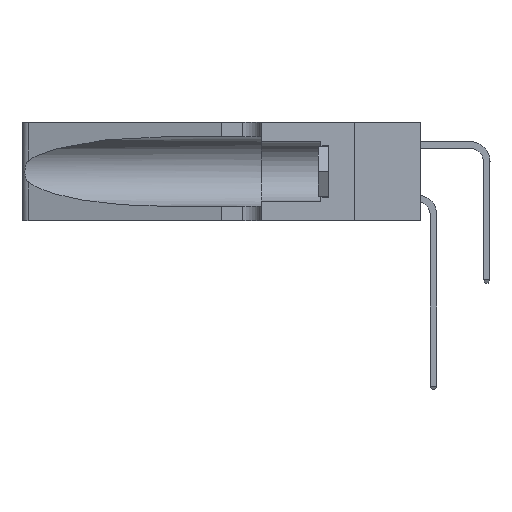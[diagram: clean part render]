
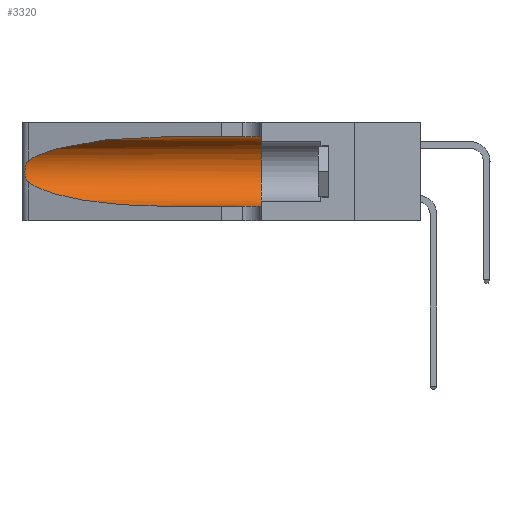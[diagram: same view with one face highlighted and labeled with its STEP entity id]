
A CAD part, left-side view. The second image highlights one B-rep face of the part: STEP entity #3320.
In plain terms, the highlighted cylindrical face has radius 3.308 mm (diameter 6.617 mm), a partial arc.
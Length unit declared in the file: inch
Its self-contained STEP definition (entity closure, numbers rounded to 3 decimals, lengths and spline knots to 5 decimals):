
#446 = DIRECTION ( 'NONE',  ( 0., -1., 0. ) ) ;
#1021 = ORIENTED_EDGE ( 'NONE', *, *, #24712, .T. ) ;
#1115 =( BOUNDED_CURVE ( )  B_SPLINE_CURVE ( 3, ( #9912, #23801, #5233, #21589 ),
 .UNSPECIFIED., .F., .T. ) 
 B_SPLINE_CURVE_WITH_KNOTS ( ( 4, 4 ),
 ( 3.44316, 4.71239 ),
 .UNSPECIFIED. ) 
 CURVE ( )  GEOMETRIC_REPRESENTATION_ITEM ( )  RATIONAL_B_SPLINE_CURVE ( ( 1., 0.87, 0.87, 1. ) ) 
 REPRESENTATION_ITEM ( '' )  );
#1417 = CARTESIAN_POINT ( 'NONE',  ( 0.1305, 1.61858, 0.31525 ) ) ;
#1424 = AXIS2_PLACEMENT_3D ( 'NONE', #27968, #4725, #21090 ) ;
#1629 = CARTESIAN_POINT ( 'NONE',  ( 0.25639, 1.23186, 0.15144 ) ) ;
#1765 = VERTEX_POINT ( 'NONE', #8695 ) ;
#1983 = CARTESIAN_POINT ( 'NONE',  ( 0.25487, 1.22718, 0.22369 ) ) ;
#2148 = LINE ( 'NONE', #14567, #2905 ) ;
#2660 = VECTOR ( 'NONE', #15513, 39.37008 ) ;
#2905 = VECTOR ( 'NONE', #446, 39.37008 ) ;
#3320 = ADVANCED_FACE ( 'NONE', ( #9932 ), #26986, .F. ) ;
#3562 = DIRECTION ( 'NONE',  ( 0., 1., 0. ) ) ;
#4045 = CARTESIAN_POINT ( 'NONE',  ( 0.25487, 1.22718, 0.14631 ) ) ;
#4725 = DIRECTION ( 'NONE',  ( 0., -1., 0. ) ) ;
#5233 = CARTESIAN_POINT ( 'NONE',  ( 0.18966, 0.96281, 0.05475 ) ) ;
#6326 = ORIENTED_EDGE ( 'NONE', *, *, #16088, .T. ) ;
#6327 = CARTESIAN_POINT ( 'NONE',  ( 0.25639, 1.23184, 0.21858 ) ) ;
#6348 = ORIENTED_EDGE ( 'NONE', *, *, #27237, .T. ) ;
#8695 = CARTESIAN_POINT ( 'NONE',  ( 0.1305, 0.72297, 0.05475 ) ) ;
#8702 = CARTESIAN_POINT ( 'NONE',  ( 0.25854, 1.2359, 0.20912 ) ) ;
#9912 = CARTESIAN_POINT ( 'NONE',  ( 0.25487, 1.22718, 0.14631 ) ) ;
#9932 = FACE_OUTER_BOUND ( 'NONE', #26934, .T. ) ;
#9942 = CARTESIAN_POINT ( 'NONE',  ( 0.25487, 1.22718, 0.14631 ) ) ;
#11087 = CARTESIAN_POINT ( 'NONE',  ( 0.26075, 1.23896, 0.19203 ) ) ;
#11306 = ORIENTED_EDGE ( 'NONE', *, *, #12670, .F. ) ;
#12256 = CARTESIAN_POINT ( 'NONE',  ( 0.1305, 0.72297, 0.31525 ) ) ;
#12670 = EDGE_CURVE ( 'NONE', #19350, #27476, #21379, .T. ) ;
#12873 = CARTESIAN_POINT ( 'NONE',  ( 0.1305, 0.35, 0.05475 ) ) ;
#13179 = CARTESIAN_POINT ( 'NONE',  ( 0.25487, 1.22718, 0.22369 ) ) ;
#13233 = VERTEX_POINT ( 'NONE', #12873 ) ;
#13410 = CARTESIAN_POINT ( 'NONE',  ( 0.26017, 1.23833, 0.17102 ) ) ;
#14567 = CARTESIAN_POINT ( 'NONE',  ( 0.1305, 1.61858, 0.05475 ) ) ;
#15098 = ORIENTED_EDGE ( 'NONE', *, *, #17069, .T. ) ;
#15513 = DIRECTION ( 'NONE',  ( 0., -1., 0. ) ) ;
#15718 = CARTESIAN_POINT ( 'NONE',  ( 0.25789, 1.23486, 0.15765 ) ) ;
#16058 = CARTESIAN_POINT ( 'NONE',  ( 0.2373, 1.15595, 0.28018 ) ) ;
#16088 = EDGE_CURVE ( 'NONE', #20689, #1765, #1115, .T. ) ;
#16312 = EDGE_CURVE ( 'NONE', #27476, #13233, #25839, .T. ) ;
#17069 = EDGE_CURVE ( 'NONE', #28818, #20689, #26066, .T. ) ;
#17602 = CARTESIAN_POINT ( 'NONE',  ( 0.1305, 0.35, 0.185 ) ) ;
#17716 = CARTESIAN_POINT ( 'NONE',  ( 0.1305, 0.35, 0.31525 ) ) ;
#17846 = ORIENTED_EDGE ( 'NONE', *, *, #16312, .F. ) ;
#17974 = CARTESIAN_POINT ( 'NONE',  ( 0.25487, 1.22718, 0.22369 ) ) ;
#18079 = CARTESIAN_POINT ( 'NONE',  ( 0.25555, 1.22993, 0.14849 ) ) ;
#19350 = VERTEX_POINT ( 'NONE', #12256 ) ;
#19964 = DIRECTION ( 'NONE',  ( 0., 0., 1. ) ) ;
#20331 = CARTESIAN_POINT ( 'NONE',  ( 0.25555, 1.22994, 0.2215 ) ) ;
#20689 = VERTEX_POINT ( 'NONE', #9942 ) ;
#21090 = DIRECTION ( 'NONE',  ( 0., 0., -1. ) ) ;
#21379 = LINE ( 'NONE', #1417, #2660 ) ;
#21589 = CARTESIAN_POINT ( 'NONE',  ( 0.1305, 0.72297, 0.05475 ) ) ;
#22656 = CARTESIAN_POINT ( 'NONE',  ( 0.25787, 1.23484, 0.2124 ) ) ;
#23801 = CARTESIAN_POINT ( 'NONE',  ( 0.2373, 1.15595, 0.08982 ) ) ;
#24712 = EDGE_CURVE ( 'NONE', #19350, #28818, #29221, .T. ) ;
#24978 = CARTESIAN_POINT ( 'NONE',  ( 0.26018, 1.23835, 0.19895 ) ) ;
#25723 = AXIS2_PLACEMENT_3D ( 'NONE', #17602, #3562, #19964 ) ;
#25839 = CIRCLE ( 'NONE', #25723, 0.13025 ) ;
#26066 = B_SPLINE_CURVE_WITH_KNOTS ( 'NONE', 3,
 ( #17974, #20331, #6327, #22656, #8702, #24978, #11087, #27299, #13410, #29619, #15718, #1629, #18079, #4045 ),
 .UNSPECIFIED., .F., .F.,
 ( 4, 2, 2, 2, 2, 2, 4 ),
 ( 0., 0.00027, 0.00053, 0.00107, 0.0016, 0.00187, 0.00214 ),
 .UNSPECIFIED. ) ;
#26934 = EDGE_LOOP ( 'NONE', ( #1021, #15098, #6326, #6348, #17846, #11306 ) ) ;
#26986 = CYLINDRICAL_SURFACE ( 'NONE', #1424, 0.13025 ) ;
#27237 = EDGE_CURVE ( 'NONE', #1765, #13233, #2148, .T. ) ;
#27299 = CARTESIAN_POINT ( 'NONE',  ( 0.26075, 1.23896, 0.178 ) ) ;
#27476 = VERTEX_POINT ( 'NONE', #17716 ) ;
#27560 = CARTESIAN_POINT ( 'NONE',  ( 0.1305, 0.72297, 0.31525 ) ) ;
#27968 = CARTESIAN_POINT ( 'NONE',  ( 0.1305, 1.61858, 0.185 ) ) ;
#28818 = VERTEX_POINT ( 'NONE', #13179 ) ;
#29221 =( BOUNDED_CURVE ( )  B_SPLINE_CURVE ( 3, ( #27560, #29962, #16058, #1983 ),
 .UNSPECIFIED., .F., .F. ) 
 B_SPLINE_CURVE_WITH_KNOTS ( ( 4, 4 ),
 ( 1.5708, 2.84003 ),
 .UNSPECIFIED. ) 
 CURVE ( )  GEOMETRIC_REPRESENTATION_ITEM ( )  RATIONAL_B_SPLINE_CURVE ( ( 1., 0.87, 0.87, 1. ) ) 
 REPRESENTATION_ITEM ( '' )  );
#29619 = CARTESIAN_POINT ( 'NONE',  ( 0.25856, 1.23593, 0.16098 ) ) ;
#29962 = CARTESIAN_POINT ( 'NONE',  ( 0.18966, 0.96281, 0.31525 ) ) ;
